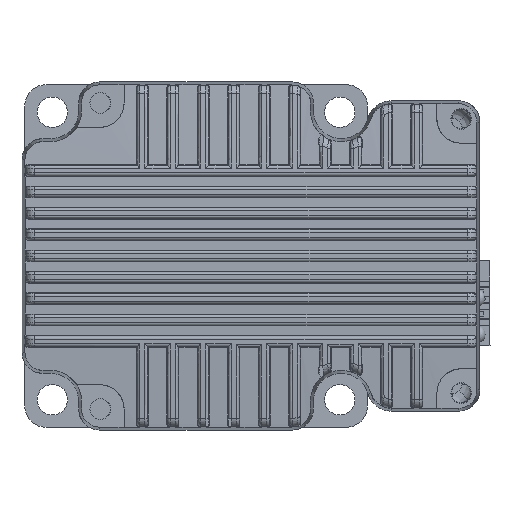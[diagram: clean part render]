
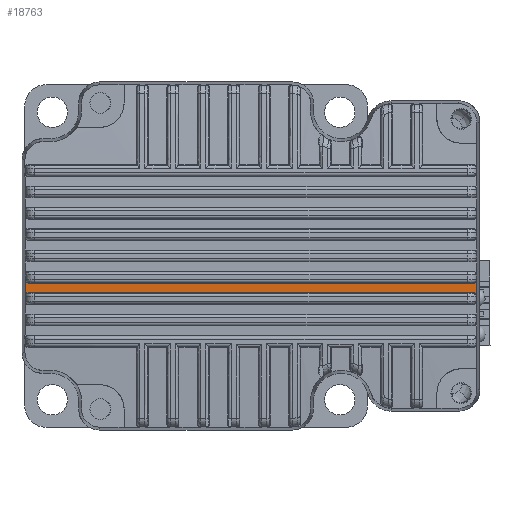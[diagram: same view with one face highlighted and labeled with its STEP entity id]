
A CAD part, front view. The second image highlights one B-rep face of the part: STEP entity #18763.
In plain terms, the highlighted cylindrical face has radius 272.359 mm (diameter 544.717 mm), a partial arc.
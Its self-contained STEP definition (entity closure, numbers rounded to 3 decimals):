
#354 = CARTESIAN_POINT ( 'NONE',  ( 56.831, -108.118, 57.339 ) ) ;
#759 = CARTESIAN_POINT ( 'NONE',  ( -17.212, -108.076, 55.174 ) ) ;
#1456 = DIRECTION ( 'NONE',  ( -1., 0., 0. ) ) ;
#1594 = CYLINDRICAL_SURFACE ( 'NONE', #22667, 272.359 ) ;
#2910 = FACE_OUTER_BOUND ( 'NONE', #35736, .T. ) ;
#2958 =( BOUNDED_CURVE ( )  B_SPLINE_CURVE ( 3, ( #10641, #27639, #16737, #8197 ),
 .UNSPECIFIED., .F., .T. ) 
 B_SPLINE_CURVE_WITH_KNOTS ( ( 4, 4 ),
 ( 0.015, 0.024 ),
 .UNSPECIFIED. ) 
 CURVE ( )  GEOMETRIC_REPRESENTATION_ITEM ( )  RATIONAL_B_SPLINE_CURVE ( ( 1., 1., 1., 1. ) ) 
 REPRESENTATION_ITEM ( '' )  );
#3426 = CARTESIAN_POINT ( 'NONE',  ( -16.712, -108.084, 55.541 ) ) ;
#3992 = VECTOR ( 'NONE', #27992, 1000. ) ;
#4469 = VECTOR ( 'NONE', #14032, 1000. ) ;
#5482 = EDGE_CURVE ( 'NONE', #7494, #8757, #10999, .T. ) ;
#5654 = ORIENTED_EDGE ( 'NONE', *, *, #24413, .F. ) ;
#5679 = VERTEX_POINT ( 'NONE', #22813 ) ;
#5899 = CARTESIAN_POINT ( 'NONE',  ( -16.844, -108.084, 55.541 ) ) ;
#5989 = CARTESIAN_POINT ( 'NONE',  ( 56.647, -108.115, 57.154 ) ) ;
#6283 = CARTESIAN_POINT ( 'NONE',  ( -16.973, -108.083, 55.487 ) ) ;
#7055 = ORIENTED_EDGE ( 'NONE', *, *, #35158, .T. ) ;
#7273 = B_SPLINE_CURVE_WITH_KNOTS ( 'NONE', 3,
 ( #22149, #27423, #354, #5989, #11279, #11651 ),
 .UNSPECIFIED., .F., .F.,
 ( 4, 2, 4 ),
 ( 0., 0., 0.001 ),
 .UNSPECIFIED. ) ;
#7494 = VERTEX_POINT ( 'NONE', #8341 ) ;
#7671 = CARTESIAN_POINT ( 'NONE',  ( 56.386, -108.084, 55.541 ) ) ;
#7910 = CARTESIAN_POINT ( 'NONE',  ( 56.648, -108.083, 55.487 ) ) ;
#8197 = CARTESIAN_POINT ( 'NONE',  ( 56.886, -108.073, 55.042 ) ) ;
#8341 = CARTESIAN_POINT ( 'NONE',  ( 56.886, -108.073, 55.042 ) ) ;
#8757 = VERTEX_POINT ( 'NONE', #15555 ) ;
#9196 = ORIENTED_EDGE ( 'NONE', *, *, #35559, .T. ) ;
#10417 = B_SPLINE_CURVE_WITH_KNOTS ( 'NONE', 3,
 ( #25498, #759, #23045, #6283, #5899, #3426 ),
 .UNSPECIFIED., .F., .F.,
 ( 4, 2, 4 ),
 ( 0., 0., 0.001 ),
 .UNSPECIFIED. ) ;
#10610 = CARTESIAN_POINT ( 'NONE',  ( -16.711, -108.114, 57.1 ) ) ;
#10641 = CARTESIAN_POINT ( 'NONE',  ( 56.886, -108.122, 57.6 ) ) ;
#10668 = B_SPLINE_CURVE_WITH_KNOTS ( 'NONE', 3,
 ( #31197, #25602, #31556, #28887, #33885, #25732 ),
 .UNSPECIFIED., .F., .F.,
 ( 4, 2, 4 ),
 ( 0., 0., 0.001 ),
 .UNSPECIFIED. ) ;
#10999 = B_SPLINE_CURVE_WITH_KNOTS ( 'NONE', 3,
 ( #32708, #13416, #15980, #7910, #24793, #7671 ),
 .UNSPECIFIED., .F., .F.,
 ( 4, 2, 4 ),
 ( 0., 0., 0.001 ),
 .UNSPECIFIED. ) ;
#11043 = LINE ( 'NONE', #22483, #3992 ) ;
#11279 = CARTESIAN_POINT ( 'NONE',  ( 56.518, -108.114, 57.1 ) ) ;
#11360 = ORIENTED_EDGE ( 'NONE', *, *, #21095, .T. ) ;
#11651 = CARTESIAN_POINT ( 'NONE',  ( 56.386, -108.114, 57.1 ) ) ;
#12541 = CARTESIAN_POINT ( 'NONE',  ( -17.211, -108.11, 56.747 ) ) ;
#12896 = CARTESIAN_POINT ( 'NONE',  ( -17.211, -108.122, 57.6 ) ) ;
#13416 = CARTESIAN_POINT ( 'NONE',  ( 56.886, -108.076, 55.174 ) ) ;
#14032 = DIRECTION ( 'NONE',  ( -1., 0., 0. ) ) ;
#14109 = LINE ( 'NONE', #33574, #4469 ) ;
#14579 = EDGE_CURVE ( 'NONE', #32495, #25525, #10417, .T. ) ;
#15431 = CARTESIAN_POINT ( 'NONE',  ( 184.931, 164.208, 61.57 ) ) ;
#15555 = CARTESIAN_POINT ( 'NONE',  ( 56.386, -108.084, 55.541 ) ) ;
#15980 = CARTESIAN_POINT ( 'NONE',  ( 56.832, -108.079, 55.303 ) ) ;
#16030 = CARTESIAN_POINT ( 'NONE',  ( -17.212, -108.073, 55.042 ) ) ;
#16737 = CARTESIAN_POINT ( 'NONE',  ( 56.886, -108.093, 55.894 ) ) ;
#18527 = CARTESIAN_POINT ( 'NONE',  ( -17.211, -108.093, 55.894 ) ) ;
#18763 = ADVANCED_FACE ( 'NONE', ( #2910 ), #1594, .T. ) ;
#21095 = EDGE_CURVE ( 'NONE', #30618, #34318, #10668, .T. ) ;
#21387 = DIRECTION ( 'NONE',  ( 0., 0., 1. ) ) ;
#22149 = CARTESIAN_POINT ( 'NONE',  ( 56.886, -108.122, 57.6 ) ) ;
#22285 = CARTESIAN_POINT ( 'NONE',  ( -16.712, -108.084, 55.541 ) ) ;
#22483 = CARTESIAN_POINT ( 'NONE',  ( 184.931, -108.084, 55.541 ) ) ;
#22667 = AXIS2_PLACEMENT_3D ( 'NONE', #15431, #1456, #21387 ) ;
#22750 =( BOUNDED_CURVE ( )  B_SPLINE_CURVE ( 3, ( #32310, #18527, #12541, #12896 ),
 .UNSPECIFIED., .F., .T. ) 
 B_SPLINE_CURVE_WITH_KNOTS ( ( 4, 4 ),
 ( 3.118, 3.127 ),
 .UNSPECIFIED. ) 
 CURVE ( )  GEOMETRIC_REPRESENTATION_ITEM ( )  RATIONAL_B_SPLINE_CURVE ( ( 1., 1., 1., 1. ) ) 
 REPRESENTATION_ITEM ( '' )  );
#22813 = CARTESIAN_POINT ( 'NONE',  ( 56.386, -108.114, 57.1 ) ) ;
#23027 = ORIENTED_EDGE ( 'NONE', *, *, #25933, .F. ) ;
#23045 = CARTESIAN_POINT ( 'NONE',  ( -17.158, -108.079, 55.303 ) ) ;
#23209 = EDGE_CURVE ( 'NONE', #5679, #30618, #14109, .T. ) ;
#24413 = EDGE_CURVE ( 'NONE', #32495, #34318, #22750, .T. ) ;
#24793 = CARTESIAN_POINT ( 'NONE',  ( 56.518, -108.084, 55.541 ) ) ;
#25498 = CARTESIAN_POINT ( 'NONE',  ( -17.212, -108.073, 55.042 ) ) ;
#25525 = VERTEX_POINT ( 'NONE', #22285 ) ;
#25602 = CARTESIAN_POINT ( 'NONE',  ( -16.843, -108.114, 57.1 ) ) ;
#25732 = CARTESIAN_POINT ( 'NONE',  ( -17.211, -108.122, 57.6 ) ) ;
#25933 = EDGE_CURVE ( 'NONE', #33761, #7494, #2958, .T. ) ;
#25965 = ORIENTED_EDGE ( 'NONE', *, *, #5482, .F. ) ;
#27423 = CARTESIAN_POINT ( 'NONE',  ( 56.886, -108.12, 57.468 ) ) ;
#27639 = CARTESIAN_POINT ( 'NONE',  ( 56.886, -108.11, 56.747 ) ) ;
#27992 = DIRECTION ( 'NONE',  ( 1., 0., 0. ) ) ;
#28887 = CARTESIAN_POINT ( 'NONE',  ( -17.157, -108.118, 57.339 ) ) ;
#30465 = CARTESIAN_POINT ( 'NONE',  ( 56.886, -108.122, 57.6 ) ) ;
#30618 = VERTEX_POINT ( 'NONE', #10610 ) ;
#31197 = CARTESIAN_POINT ( 'NONE',  ( -16.711, -108.114, 57.1 ) ) ;
#31556 = CARTESIAN_POINT ( 'NONE',  ( -16.972, -108.115, 57.154 ) ) ;
#31627 = ORIENTED_EDGE ( 'NONE', *, *, #23209, .T. ) ;
#32310 = CARTESIAN_POINT ( 'NONE',  ( -17.212, -108.073, 55.042 ) ) ;
#32495 = VERTEX_POINT ( 'NONE', #16030 ) ;
#32708 = CARTESIAN_POINT ( 'NONE',  ( 56.886, -108.073, 55.042 ) ) ;
#32986 = CARTESIAN_POINT ( 'NONE',  ( -17.211, -108.122, 57.6 ) ) ;
#33574 = CARTESIAN_POINT ( 'NONE',  ( 184.931, -108.114, 57.1 ) ) ;
#33761 = VERTEX_POINT ( 'NONE', #30465 ) ;
#33885 = CARTESIAN_POINT ( 'NONE',  ( -17.211, -108.12, 57.468 ) ) ;
#34318 = VERTEX_POINT ( 'NONE', #32986 ) ;
#35158 = EDGE_CURVE ( 'NONE', #33761, #5679, #7273, .T. ) ;
#35334 = ORIENTED_EDGE ( 'NONE', *, *, #14579, .T. ) ;
#35559 = EDGE_CURVE ( 'NONE', #25525, #8757, #11043, .T. ) ;
#35736 = EDGE_LOOP ( 'NONE', ( #5654, #35334, #9196, #25965, #23027, #7055, #31627, #11360 ) ) ;
